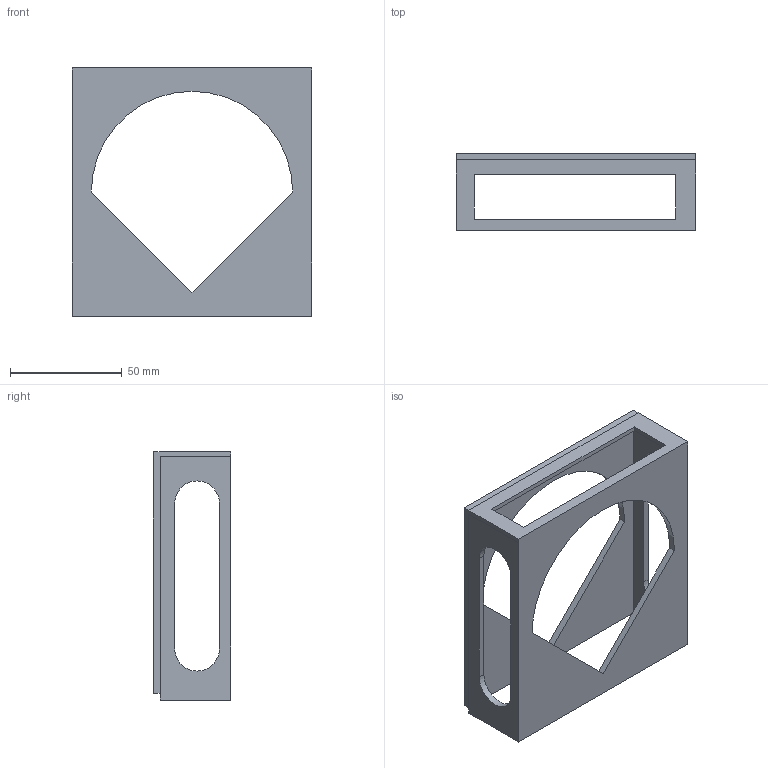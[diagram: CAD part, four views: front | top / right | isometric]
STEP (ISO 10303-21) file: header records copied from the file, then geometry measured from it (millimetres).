
FILE_DESCRIPTION(/* description */ (''),/* implementation_level */ '2;1');
FILE_NAME(/* name */ '3954c1c2-0726-4463-8d53-71117e03e5f5.stp',/* time_stamp */ '2019-05-17T14:19:39+00:00',/* author */ (''),/* organization */ (''),/* preprocessor_version */ 'ST-DEVELOPER v18',/* originating_system */ 'Autodesk Translation Framework v8.2.0.1029',/* authorisation */ '');
FILE_SCHEMA (('AUTOMOTIVE_DESIGN { 1 0 10303 214 3 1 1 }'));
Length unit declared in the file: millimetre
Products named in the file (1): SwitchHolder
Bounding box: 107 x 34.5 x 111.03 mm (x, y, z)
Volume: 50573.3 mm3; surface area: 38745.1 mm2
Topology: 1 solids, 1 shells, 38 faces, 103 edges, 67 vertices
Faces by surface type: plane 32, cylinder 6
Entity records: 1232 total; most frequent: CARTESIAN_POINT 209, ORIENTED_EDGE 206, DIRECTION 193, EDGE_CURVE 103, LINE 91, VECTOR 91, VERTEX_POINT 67, AXIS2_PLACEMENT_3D 51
